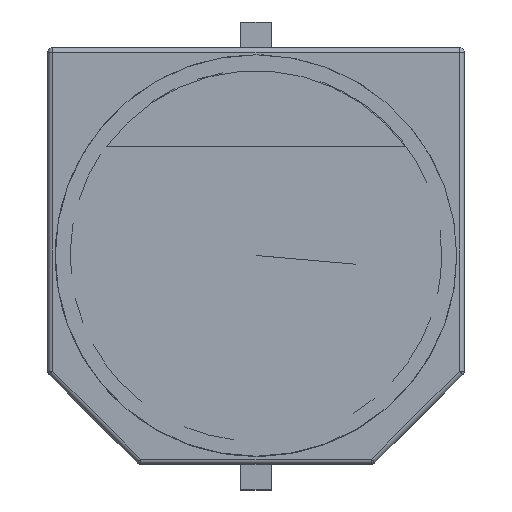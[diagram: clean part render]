
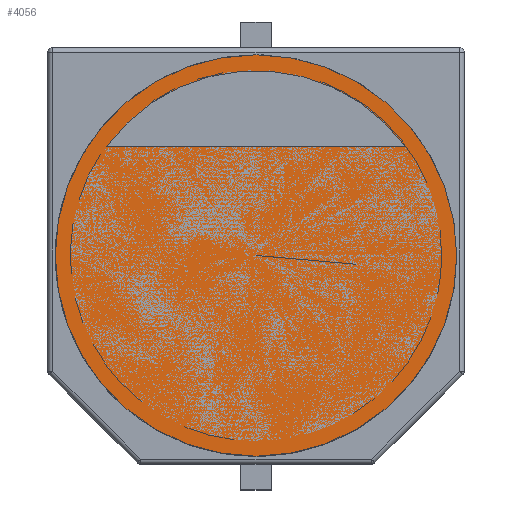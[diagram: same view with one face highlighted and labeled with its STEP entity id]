
A CAD part, top view. The second image highlights one B-rep face of the part: STEP entity #4056.
In plain terms, the highlighted face is a revolution surface.
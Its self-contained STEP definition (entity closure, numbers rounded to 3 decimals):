
#4056 = ADVANCED_FACE('',(#4057),#4071,.F.);
#4057 = FACE_BOUND('',#4058,.F.);
#4058 = EDGE_LOOP('',(#4059,#4091,#4117));
#4059 = ORIENTED_EDGE('',*,*,#4060,.T.);
#4060 = EDGE_CURVE('',#4061,#4063,#4065,.T.);
#4061 = VERTEX_POINT('',#4062);
#4062 = CARTESIAN_POINT('',(0.,0.,6.2));
#4063 = VERTEX_POINT('',#4064);
#4064 = CARTESIAN_POINT('',(4.,0.,6.2));
#4065 = SEAM_CURVE('',#4066,(#4070,#4084),.PCURVE_S1.);
#4066 = LINE('',#4067,#4068);
#4067 = CARTESIAN_POINT('',(0.,0.,6.2));
#4068 = VECTOR('',#4069,1.);
#4069 = DIRECTION('',(1.,0.,0.));
#4070 = PCURVE('',#4071,#4079);
#4071 = SURFACE_OF_REVOLUTION('',#4072,#4076);
#4072 = LINE('',#4073,#4074);
#4073 = CARTESIAN_POINT('',(0.,0.,6.2));
#4074 = VECTOR('',#4075,1.);
#4075 = DIRECTION('',(1.,0.,0.));
#4076 = AXIS1_PLACEMENT('',#4077,#4078);
#4077 = CARTESIAN_POINT('',(0.,0.,4.));
#4078 = DIRECTION('',(0.,-0.,1.));
#4079 = DEFINITIONAL_REPRESENTATION('',(#4080),#4083);
#4080 = B_SPLINE_CURVE_WITH_KNOTS('',1,(#4081,#4082),.UNSPECIFIED.,.F.,
  .F.,(2,2),(0.,4.),.PIECEWISE_BEZIER_KNOTS.);
#4081 = CARTESIAN_POINT('',(6.283,0.));
#4082 = CARTESIAN_POINT('',(6.283,4.));
#4083 = ( GEOMETRIC_REPRESENTATION_CONTEXT(2) 
PARAMETRIC_REPRESENTATION_CONTEXT() REPRESENTATION_CONTEXT('2D SPACE',''
  ) );
#4084 = PCURVE('',#4071,#4085);
#4085 = DEFINITIONAL_REPRESENTATION('',(#4086),#4090);
#4086 = LINE('',#4087,#4088);
#4087 = CARTESIAN_POINT('',(0.,0.));
#4088 = VECTOR('',#4089,1.);
#4089 = DIRECTION('',(0.,1.));
#4090 = ( GEOMETRIC_REPRESENTATION_CONTEXT(2) 
PARAMETRIC_REPRESENTATION_CONTEXT() REPRESENTATION_CONTEXT('2D SPACE',''
  ) );
#4091 = ORIENTED_EDGE('',*,*,#4092,.F.);
#4092 = EDGE_CURVE('',#4063,#4063,#4093,.T.);
#4093 = SURFACE_CURVE('',#4094,(#4099,#4106),.PCURVE_S1.);
#4094 = CIRCLE('',#4095,4.);
#4095 = AXIS2_PLACEMENT_3D('',#4096,#4097,#4098);
#4096 = CARTESIAN_POINT('',(0.,0.,6.2));
#4097 = DIRECTION('',(0.,-0.,1.));
#4098 = DIRECTION('',(1.,0.,0.));
#4099 = PCURVE('',#4071,#4100);
#4100 = DEFINITIONAL_REPRESENTATION('',(#4101),#4105);
#4101 = LINE('',#4102,#4103);
#4102 = CARTESIAN_POINT('',(0.,4.));
#4103 = VECTOR('',#4104,1.);
#4104 = DIRECTION('',(1.,0.));
#4105 = ( GEOMETRIC_REPRESENTATION_CONTEXT(2) 
PARAMETRIC_REPRESENTATION_CONTEXT() REPRESENTATION_CONTEXT('2D SPACE',''
  ) );
#4106 = PCURVE('',#4107,#4112);
#4107 = CYLINDRICAL_SURFACE('',#4108,4.);
#4108 = AXIS2_PLACEMENT_3D('',#4109,#4110,#4111);
#4109 = CARTESIAN_POINT('',(0.,0.,6.2));
#4110 = DIRECTION('',(0.,-0.,1.));
#4111 = DIRECTION('',(1.,0.,0.));
#4112 = DEFINITIONAL_REPRESENTATION('',(#4113),#4116);
#4113 = B_SPLINE_CURVE_WITH_KNOTS('',1,(#4114,#4115),.UNSPECIFIED.,.F.,
  .F.,(2,2),(0.,6.283),.PIECEWISE_BEZIER_KNOTS.);
#4114 = CARTESIAN_POINT('',(0.,0.));
#4115 = CARTESIAN_POINT('',(6.283,0.));
#4116 = ( GEOMETRIC_REPRESENTATION_CONTEXT(2) 
PARAMETRIC_REPRESENTATION_CONTEXT() REPRESENTATION_CONTEXT('2D SPACE',''
  ) );
#4117 = ORIENTED_EDGE('',*,*,#4060,.F.);
